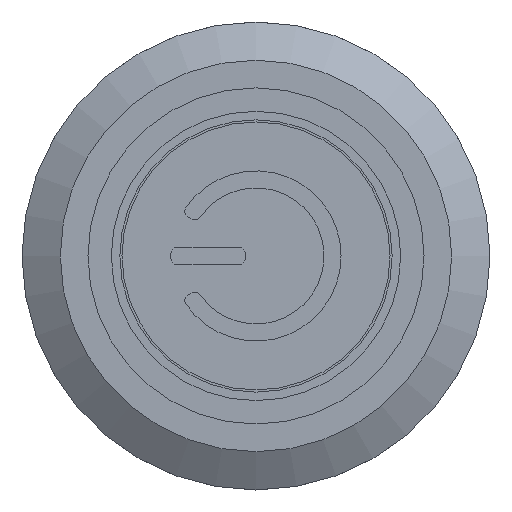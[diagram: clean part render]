
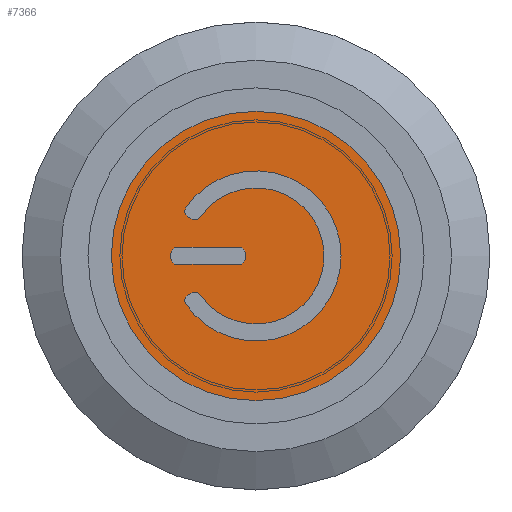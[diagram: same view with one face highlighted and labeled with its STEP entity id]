
A CAD part, top view. The second image highlights one B-rep face of the part: STEP entity #7366.
In plain terms, the highlighted face is planar.
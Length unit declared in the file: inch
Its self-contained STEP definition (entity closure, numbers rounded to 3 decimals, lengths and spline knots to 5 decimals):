
#137=FACE_BOUND('',#1435,.T.);
#138=FACE_BOUND('',#1436,.T.);
#599=PLANE('',#8126);
#995=FACE_OUTER_BOUND('',#1434,.T.);
#1434=EDGE_LOOP('',(#6880));
#1435=EDGE_LOOP('',(#6881,#6882,#6883,#6884,#6885,#6886,#6887,#6888));
#1436=EDGE_LOOP('',(#6889,#6890,#6891,#6892,#6893,#6894,#6895,#6896));
#1554=CIRCLE('',#7586,0.01102);
#1555=CIRCLE('',#7587,0.15748);
#1556=CIRCLE('',#7588,0.01102);
#1557=CIRCLE('',#7589,0.01102);
#1558=CIRCLE('',#7590,0.12598);
#1559=CIRCLE('',#7591,0.01102);
#1560=CIRCLE('',#7593,0.01102);
#1561=CIRCLE('',#7594,0.01102);
#1562=CIRCLE('',#7595,0.01102);
#1563=CIRCLE('',#7596,0.01102);
#1578=CIRCLE('',#7642,0.26772);
#1937=LINE('',#10803,#2530);
#1938=LINE('',#10811,#2531);
#1939=LINE('',#10822,#2532);
#1940=LINE('',#10826,#2533);
#1941=LINE('',#10830,#2534);
#1942=LINE('',#10833,#2535);
#2530=VECTOR('',#8645,0.3937);
#2531=VECTOR('',#8652,0.3937);
#2532=VECTOR('',#8663,0.3937);
#2533=VECTOR('',#8666,0.3937);
#2534=VECTOR('',#8669,0.3937);
#2535=VECTOR('',#8672,0.3937);
#3127=VERTEX_POINT('',#10801);
#3128=VERTEX_POINT('',#10802);
#3129=VERTEX_POINT('',#10804);
#3130=VERTEX_POINT('',#10806);
#3131=VERTEX_POINT('',#10808);
#3132=VERTEX_POINT('',#10810);
#3133=VERTEX_POINT('',#10812);
#3134=VERTEX_POINT('',#10814);
#3135=VERTEX_POINT('',#10818);
#3136=VERTEX_POINT('',#10819);
#3137=VERTEX_POINT('',#10821);
#3138=VERTEX_POINT('',#10823);
#3139=VERTEX_POINT('',#10825);
#3140=VERTEX_POINT('',#10827);
#3141=VERTEX_POINT('',#10829);
#3142=VERTEX_POINT('',#10831);
#3228=VERTEX_POINT('',#11113);
#3934=EDGE_CURVE('',#3127,#3128,#1937,.T.);
#3935=EDGE_CURVE('',#3129,#3127,#1554,.T.);
#3936=EDGE_CURVE('',#3130,#3129,#1555,.T.);
#3937=EDGE_CURVE('',#3131,#3130,#1556,.T.);
#3938=EDGE_CURVE('',#3132,#3131,#1938,.T.);
#3939=EDGE_CURVE('',#3133,#3132,#1557,.T.);
#3940=EDGE_CURVE('',#3134,#3133,#1558,.T.);
#3941=EDGE_CURVE('',#3128,#3134,#1559,.T.);
#3942=EDGE_CURVE('',#3135,#3136,#1560,.T.);
#3943=EDGE_CURVE('',#3137,#3135,#1939,.T.);
#3944=EDGE_CURVE('',#3138,#3137,#1561,.T.);
#3945=EDGE_CURVE('',#3139,#3138,#1940,.T.);
#3946=EDGE_CURVE('',#3140,#3139,#1562,.T.);
#3947=EDGE_CURVE('',#3141,#3140,#1941,.T.);
#3948=EDGE_CURVE('',#3142,#3141,#1563,.T.);
#3949=EDGE_CURVE('',#3136,#3142,#1942,.T.);
#4058=EDGE_CURVE('',#3228,#3228,#1578,.T.);
#6880=ORIENTED_EDGE('',*,*,#4058,.F.);
#6881=ORIENTED_EDGE('',*,*,#3936,.T.);
#6882=ORIENTED_EDGE('',*,*,#3935,.T.);
#6883=ORIENTED_EDGE('',*,*,#3934,.T.);
#6884=ORIENTED_EDGE('',*,*,#3941,.T.);
#6885=ORIENTED_EDGE('',*,*,#3940,.T.);
#6886=ORIENTED_EDGE('',*,*,#3939,.T.);
#6887=ORIENTED_EDGE('',*,*,#3938,.T.);
#6888=ORIENTED_EDGE('',*,*,#3937,.T.);
#6889=ORIENTED_EDGE('',*,*,#3944,.T.);
#6890=ORIENTED_EDGE('',*,*,#3943,.T.);
#6891=ORIENTED_EDGE('',*,*,#3942,.T.);
#6892=ORIENTED_EDGE('',*,*,#3949,.T.);
#6893=ORIENTED_EDGE('',*,*,#3948,.T.);
#6894=ORIENTED_EDGE('',*,*,#3947,.T.);
#6895=ORIENTED_EDGE('',*,*,#3946,.T.);
#6896=ORIENTED_EDGE('',*,*,#3945,.T.);
#7366=ADVANCED_FACE('',(#995,#137,#138),#599,.F.);
#7586=AXIS2_PLACEMENT_3D('',#10805,#8646,#8647);
#7587=AXIS2_PLACEMENT_3D('',#10807,#8648,#8649);
#7588=AXIS2_PLACEMENT_3D('',#10809,#8650,#8651);
#7589=AXIS2_PLACEMENT_3D('',#10813,#8653,#8654);
#7590=AXIS2_PLACEMENT_3D('',#10815,#8655,#8656);
#7591=AXIS2_PLACEMENT_3D('',#10816,#8657,#8658);
#7593=AXIS2_PLACEMENT_3D('',#10820,#8661,#8662);
#7594=AXIS2_PLACEMENT_3D('',#10824,#8664,#8665);
#7595=AXIS2_PLACEMENT_3D('',#10828,#8667,#8668);
#7596=AXIS2_PLACEMENT_3D('',#10832,#8670,#8671);
#7642=AXIS2_PLACEMENT_3D('',#11114,#8838,#8839);
#8126=AXIS2_PLACEMENT_3D('',#13299,#10152,#10153);
#8645=DIRECTION('',(0.866,0.5,0.));
#8646=DIRECTION('center_axis',(0.,0.,
-1.));
#8647=DIRECTION('ref_axis',(-0.5,0.866,0.));
#8648=DIRECTION('center_axis',(0.,0.,
-1.));
#8649=DIRECTION('ref_axis',(-0.826,-0.564,0.));
#8650=DIRECTION('center_axis',(0.,0.,
-1.));
#8651=DIRECTION('ref_axis',(-0.826,0.564,0.));
#8652=DIRECTION('',(-0.866,0.5,0.));
#8653=DIRECTION('center_axis',(0.,0.,
-1.));
#8654=DIRECTION('ref_axis',(-0.5,-0.866,0.));
#8655=DIRECTION('center_axis',(0.,0.,
1.));
#8656=DIRECTION('ref_axis',(0.823,0.568,0.));
#8657=DIRECTION('center_axis',(0.,0.,
-1.));
#8658=DIRECTION('ref_axis',(0.823,0.568,0.));
#8661=DIRECTION('center_axis',(0.,0.,
-1.));
#8662=DIRECTION('ref_axis',(0.,1.,0.));
#8663=DIRECTION('',(0.,1.,0.));
#8664=DIRECTION('center_axis',(0.,0.,
-1.));
#8665=DIRECTION('ref_axis',(-1.,0.,0.));
#8666=DIRECTION('',(-1.,0.,0.));
#8667=DIRECTION('center_axis',(0.,0.,
-1.));
#8668=DIRECTION('ref_axis',(0.,-1.,0.));
#8669=DIRECTION('',(0.,-1.,0.));
#8670=DIRECTION('center_axis',(0.,0.,
-1.));
#8671=DIRECTION('ref_axis',(1.,0.,0.));
#8672=DIRECTION('',(1.,0.,0.));
#8838=DIRECTION('center_axis',(0.,0.,
-1.));
#8839=DIRECTION('ref_axis',(-1.,0.,0.));
#10152=DIRECTION('center_axis',(0.,0.,
-1.));
#10153=DIRECTION('ref_axis',(-1.,0.,0.));
#10801=CARTESIAN_POINT('',(-0.12648,-0.07302,0.81496));
#10802=CARTESIAN_POINT('',(-0.11827,-0.06828,0.81496));
#10803=CARTESIAN_POINT('',(-0.05913,-0.03414,0.81496));
#10804=CARTESIAN_POINT('',(-0.13007,-0.08878,0.81496));
#10805=CARTESIAN_POINT('Origin',(-0.12096,-0.08257,
0.81496));
#10806=CARTESIAN_POINT('',(-0.13007,0.08878,0.81496));
#10807=CARTESIAN_POINT('Origin',(0.,0.,
0.81496));
#10808=CARTESIAN_POINT('',(-0.12648,0.07302,0.81496));
#10809=CARTESIAN_POINT('Origin',(-0.12096,0.08257,
0.81496));
#10810=CARTESIAN_POINT('',(-0.11827,0.06828,0.81496));
#10811=CARTESIAN_POINT('',(-0.06324,0.03651,0.81496));
#10812=CARTESIAN_POINT('',(-0.10368,0.07157,0.81496));
#10813=CARTESIAN_POINT('Origin',(-0.11276,0.07783,
0.81496));
#10814=CARTESIAN_POINT('',(-0.10368,-0.07157,0.81496));
#10815=CARTESIAN_POINT('Origin',(0.,0.,
0.81496));
#10816=CARTESIAN_POINT('Origin',(-0.11276,-0.07783,
0.81496));
#10818=CARTESIAN_POINT('',(-0.15748,0.00472,0.81496));
#10819=CARTESIAN_POINT('',(-0.14646,0.01575,0.81496));
#10820=CARTESIAN_POINT('Origin',(-0.14646,0.00472,
0.81496));
#10821=CARTESIAN_POINT('',(-0.15748,-0.00472,0.81496));
#10822=CARTESIAN_POINT('',(-0.15748,0.00236,0.81496));
#10823=CARTESIAN_POINT('',(-0.14646,-0.01575,0.81496));
#10824=CARTESIAN_POINT('Origin',(-0.14646,-0.00472,
0.81496));
#10825=CARTESIAN_POINT('',(-0.03071,-0.01575,0.81496));
#10826=CARTESIAN_POINT('',(-0.07323,-0.01575,0.81496));
#10827=CARTESIAN_POINT('',(-0.01969,-0.00472,0.81496));
#10828=CARTESIAN_POINT('Origin',(-0.03071,-0.00472,
0.81496));
#10829=CARTESIAN_POINT('',(-0.01969,0.00472,0.81496));
#10830=CARTESIAN_POINT('',(-0.01969,-0.00236,0.81496));
#10831=CARTESIAN_POINT('',(-0.03071,0.01575,0.81496));
#10832=CARTESIAN_POINT('Origin',(-0.03071,0.00472,
0.81496));
#10833=CARTESIAN_POINT('',(-0.01535,0.01575,0.81496));
#11113=CARTESIAN_POINT('',(0.26772,0.,0.81496));
#11114=CARTESIAN_POINT('Origin',(0.,0.,
0.81496));
#13299=CARTESIAN_POINT('Origin',(0.,0.,
0.81496));
